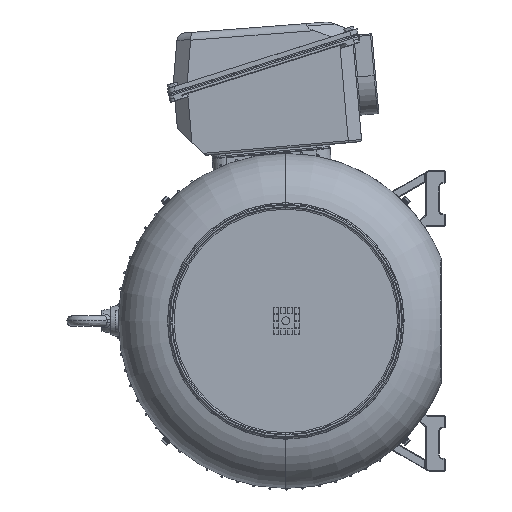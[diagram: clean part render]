
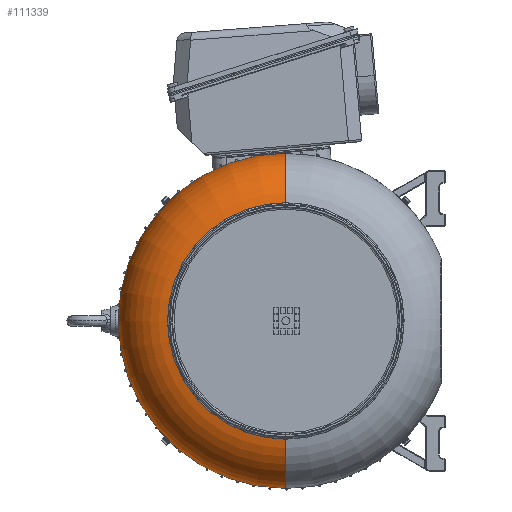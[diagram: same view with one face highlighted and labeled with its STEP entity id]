
A CAD part, left-side view. The second image highlights one B-rep face of the part: STEP entity #111339.
In plain terms, the highlighted toroidal (fillet/blend) face has major radius 155.5 mm and minor radius 85 mm.
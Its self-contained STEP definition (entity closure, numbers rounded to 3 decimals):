
#2916 = DIRECTION ( 'NONE',  ( -1., 0., 0. ) ) ;
#3966 = ORIENTED_EDGE ( 'NONE', *, *, #132347, .F. ) ;
#10674 = DIRECTION ( 'NONE',  ( 0., 1., 0. ) ) ;
#13560 = DIRECTION ( 'NONE',  ( -1., 0., 0. ) ) ;
#18902 = AXIS2_PLACEMENT_3D ( 'NONE', #80952, #13560, #41911 ) ;
#23493 = ORIENTED_EDGE ( 'NONE', *, *, #50630, .F. ) ;
#24299 = DIRECTION ( 'NONE',  ( 0., 0., 1. ) ) ;
#25678 = EDGE_CURVE ( 'NONE', #48815, #45443, #79751, .T. ) ;
#36209 = CIRCLE ( 'NONE', #39376, 169.832 ) ;
#39376 = AXIS2_PLACEMENT_3D ( 'NONE', #136446, #150054, #81510 ) ;
#41830 = CARTESIAN_POINT ( 'NONE',  ( -240.783, 0., 169.832 ) ) ;
#41911 = DIRECTION ( 'NONE',  ( 0., 0., 1. ) ) ;
#45443 = VERTEX_POINT ( 'NONE', #171375 ) ;
#48815 = VERTEX_POINT ( 'NONE', #120038 ) ;
#50630 = EDGE_CURVE ( 'NONE', #168168, #121529, #36209, .T. ) ;
#57885 = DIRECTION ( 'NONE',  ( 0., 0., 1. ) ) ;
#64826 = AXIS2_PLACEMENT_3D ( 'NONE', #94612, #2916, #57885 ) ;
#77258 = CIRCLE ( 'NONE', #162412, 85. ) ;
#79428 = ORIENTED_EDGE ( 'NONE', *, *, #158840, .T. ) ;
#79532 = CARTESIAN_POINT ( 'NONE',  ( -157., 0., 155.5 ) ) ;
#79751 = CIRCLE ( 'NONE', #64826, 240.5 ) ;
#80952 = CARTESIAN_POINT ( 'NONE',  ( -157., 0., 0. ) ) ;
#81352 = EDGE_LOOP ( 'NONE', ( #128673, #79428, #23493, #3966 ) ) ;
#81510 = DIRECTION ( 'NONE',  ( 0., 0., 1. ) ) ;
#87953 = FACE_OUTER_BOUND ( 'NONE', #81352, .T. ) ;
#91655 = CARTESIAN_POINT ( 'NONE',  ( -157., 0., -155.5 ) ) ;
#94612 = CARTESIAN_POINT ( 'NONE',  ( -157., 0., 0. ) ) ;
#106179 = DIRECTION ( 'NONE',  ( 0., 0., -1. ) ) ;
#111339 = ADVANCED_FACE ( 'NONE', ( #87953 ), #166198, .T. ) ;
#117496 = CIRCLE ( 'NONE', #149419, 85. ) ;
#120038 = CARTESIAN_POINT ( 'NONE',  ( -157., 0., 240.5 ) ) ;
#121529 = VERTEX_POINT ( 'NONE', #137634 ) ;
#128673 = ORIENTED_EDGE ( 'NONE', *, *, #25678, .T. ) ;
#132347 = EDGE_CURVE ( 'NONE', #48815, #168168, #117496, .T. ) ;
#136446 = CARTESIAN_POINT ( 'NONE',  ( -240.783, 0., 0. ) ) ;
#137634 = CARTESIAN_POINT ( 'NONE',  ( -240.783, 0., -169.832 ) ) ;
#149419 = AXIS2_PLACEMENT_3D ( 'NONE', #79532, #160009, #106179 ) ;
#150054 = DIRECTION ( 'NONE',  ( -1., 0., 0. ) ) ;
#158840 = EDGE_CURVE ( 'NONE', #45443, #121529, #77258, .T. ) ;
#160009 = DIRECTION ( 'NONE',  ( 0., -1., 0. ) ) ;
#162412 = AXIS2_PLACEMENT_3D ( 'NONE', #91655, #10674, #24299 ) ;
#166198 = TOROIDAL_SURFACE ( 'NONE', #18902, 155.5, 85. ) ;
#168168 = VERTEX_POINT ( 'NONE', #41830 ) ;
#171375 = CARTESIAN_POINT ( 'NONE',  ( -157., 0., -240.5 ) ) ;
